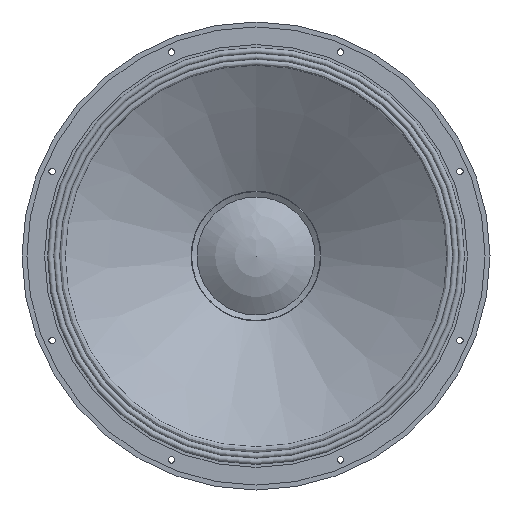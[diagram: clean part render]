
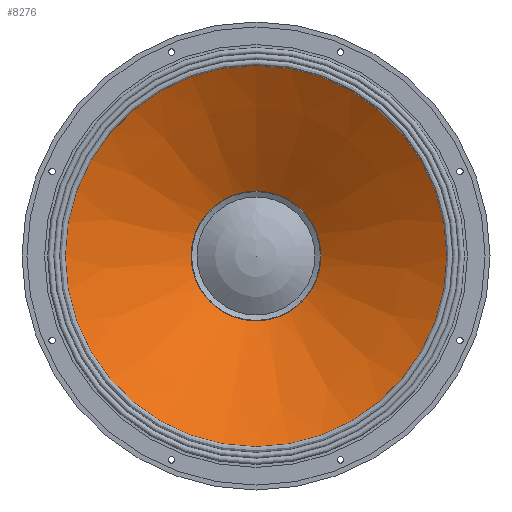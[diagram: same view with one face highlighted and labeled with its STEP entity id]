
A CAD part, front view. The second image highlights one B-rep face of the part: STEP entity #8276.
In plain terms, the highlighted conical face has half-angle 58.433 degrees and reference radius 194.444 mm.
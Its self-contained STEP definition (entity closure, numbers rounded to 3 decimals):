
#8209 = CONICAL_SURFACE('',#8210,194.444,0.551);
#8210 = AXIS2_PLACEMENT_3D('',#8211,#8212,#8213);
#8211 = CARTESIAN_POINT('',(0.,-1.43,
    0.));
#8212 = DIRECTION('',(0.,1.,0.));
#8213 = DIRECTION('',(0.,0.,1.));
#8225 = EDGE_CURVE('',#8226,#8226,#8228,.T.);
#8226 = VERTEX_POINT('',#8227);
#8227 = CARTESIAN_POINT('',(0.,-1.43,
    194.444));
#8228 = SURFACE_CURVE('',#8229,(#8234,#8241),.PCURVE_S1.);
#8229 = CIRCLE('',#8230,194.444);
#8230 = AXIS2_PLACEMENT_3D('',#8231,#8232,#8233);
#8231 = CARTESIAN_POINT('',(0.,-1.43,
    0.));
#8232 = DIRECTION('',(0.,1.,0.));
#8233 = DIRECTION('',(0.,0.,1.));
#8234 = PCURVE('',#8209,#8235);
#8235 = DEFINITIONAL_REPRESENTATION('',(#8236),#8240);
#8236 = LINE('',#8237,#8238);
#8237 = CARTESIAN_POINT('',(0.,0.));
#8238 = VECTOR('',#8239,1.);
#8239 = DIRECTION('',(1.,0.));
#8240 = ( GEOMETRIC_REPRESENTATION_CONTEXT(2) 
PARAMETRIC_REPRESENTATION_CONTEXT() REPRESENTATION_CONTEXT('2D SPACE',''
  ) );
#8241 = PCURVE('',#8242,#8247);
#8242 = CONICAL_SURFACE('',#8243,194.444,1.02);
#8243 = AXIS2_PLACEMENT_3D('',#8244,#8245,#8246);
#8244 = CARTESIAN_POINT('',(0.,-1.43,
    0.));
#8245 = DIRECTION('',(0.,-1.,0.));
#8246 = DIRECTION('',(0.,0.,1.));
#8247 = DEFINITIONAL_REPRESENTATION('',(#8248),#8252);
#8248 = LINE('',#8249,#8250);
#8249 = CARTESIAN_POINT('',(-0.,-0.));
#8250 = VECTOR('',#8251,1.);
#8251 = DIRECTION('',(-1.,-0.));
#8252 = ( GEOMETRIC_REPRESENTATION_CONTEXT(2) 
PARAMETRIC_REPRESENTATION_CONTEXT() REPRESENTATION_CONTEXT('2D SPACE',''
  ) );
#8276 = ADVANCED_FACE('',(#8277),#8242,.F.);
#8277 = FACE_BOUND('',#8278,.F.);
#8278 = EDGE_LOOP('',(#8279,#8280,#8303,#8330));
#8279 = ORIENTED_EDGE('',*,*,#8225,.T.);
#8280 = ORIENTED_EDGE('',*,*,#8281,.T.);
#8281 = EDGE_CURVE('',#8226,#8282,#8284,.T.);
#8282 = VERTEX_POINT('',#8283);
#8283 = CARTESIAN_POINT('',(0.,77.487,66.));
#8284 = SEAM_CURVE('',#8285,(#8289,#8296),.PCURVE_S1.);
#8285 = LINE('',#8286,#8287);
#8286 = CARTESIAN_POINT('',(0.,-1.43,
    194.444));
#8287 = VECTOR('',#8288,1.);
#8288 = DIRECTION('',(0.,0.523,-0.852)
  );
#8289 = PCURVE('',#8242,#8290);
#8290 = DEFINITIONAL_REPRESENTATION('',(#8291),#8295);
#8291 = LINE('',#8292,#8293);
#8292 = CARTESIAN_POINT('',(-0.,-0.));
#8293 = VECTOR('',#8294,1.);
#8294 = DIRECTION('',(-0.,-1.));
#8295 = ( GEOMETRIC_REPRESENTATION_CONTEXT(2) 
PARAMETRIC_REPRESENTATION_CONTEXT() REPRESENTATION_CONTEXT('2D SPACE',''
  ) );
#8296 = PCURVE('',#8242,#8297);
#8297 = DEFINITIONAL_REPRESENTATION('',(#8298),#8302);
#8298 = LINE('',#8299,#8300);
#8299 = CARTESIAN_POINT('',(-6.283,-0.));
#8300 = VECTOR('',#8301,1.);
#8301 = DIRECTION('',(-0.,-1.));
#8302 = ( GEOMETRIC_REPRESENTATION_CONTEXT(2) 
PARAMETRIC_REPRESENTATION_CONTEXT() REPRESENTATION_CONTEXT('2D SPACE',''
  ) );
#8303 = ORIENTED_EDGE('',*,*,#8304,.F.);
#8304 = EDGE_CURVE('',#8282,#8282,#8305,.T.);
#8305 = SURFACE_CURVE('',#8306,(#8311,#8318),.PCURVE_S1.);
#8306 = CIRCLE('',#8307,66.);
#8307 = AXIS2_PLACEMENT_3D('',#8308,#8309,#8310);
#8308 = CARTESIAN_POINT('',(0.,77.487,
    0.));
#8309 = DIRECTION('',(0.,1.,0.));
#8310 = DIRECTION('',(0.,0.,1.));
#8311 = PCURVE('',#8242,#8312);
#8312 = DEFINITIONAL_REPRESENTATION('',(#8313),#8317);
#8313 = LINE('',#8314,#8315);
#8314 = CARTESIAN_POINT('',(-0.,-78.917));
#8315 = VECTOR('',#8316,1.);
#8316 = DIRECTION('',(-1.,-0.));
#8317 = ( GEOMETRIC_REPRESENTATION_CONTEXT(2) 
PARAMETRIC_REPRESENTATION_CONTEXT() REPRESENTATION_CONTEXT('2D SPACE',''
  ) );
#8318 = PCURVE('',#8319,#8324);
#8319 = CONICAL_SURFACE('',#8320,50.,1.02);
#8320 = AXIS2_PLACEMENT_3D('',#8321,#8322,#8323);
#8321 = CARTESIAN_POINT('',(0.,87.318,
    0.));
#8322 = DIRECTION('',(0.,-1.,0.));
#8323 = DIRECTION('',(0.,0.,1.));
#8324 = DEFINITIONAL_REPRESENTATION('',(#8325),#8329);
#8325 = LINE('',#8326,#8327);
#8326 = CARTESIAN_POINT('',(-0.,9.831));
#8327 = VECTOR('',#8328,1.);
#8328 = DIRECTION('',(-1.,0.));
#8329 = ( GEOMETRIC_REPRESENTATION_CONTEXT(2) 
PARAMETRIC_REPRESENTATION_CONTEXT() REPRESENTATION_CONTEXT('2D SPACE',''
  ) );
#8330 = ORIENTED_EDGE('',*,*,#8281,.F.);
